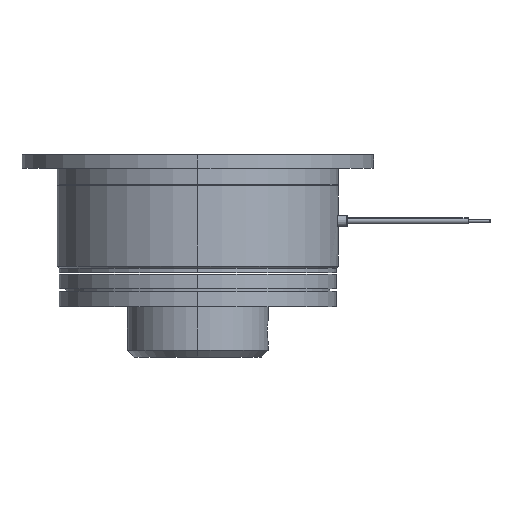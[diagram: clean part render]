
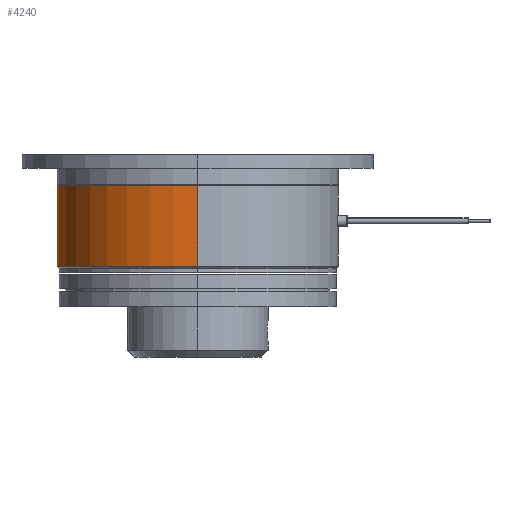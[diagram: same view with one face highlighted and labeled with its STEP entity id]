
A CAD part, left-side view. The second image highlights one B-rep face of the part: STEP entity #4240.
In plain terms, the highlighted cylindrical face has radius 32 mm (diameter 64 mm), a partial arc.
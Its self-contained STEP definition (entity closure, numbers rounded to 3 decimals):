
#158 = CARTESIAN_POINT ( 'NONE',  ( 0., 0., -25.3 ) ) ;
#376 = CARTESIAN_POINT ( 'NONE',  ( -32., 0., -2.374 ) ) ;
#428 = VECTOR ( 'NONE', #1066, 1000. ) ;
#1066 = DIRECTION ( 'NONE',  ( 0., 0., 1. ) ) ;
#1079 = CIRCLE ( 'NONE', #3105, 32. ) ;
#1749 = DIRECTION ( 'NONE',  ( 0., 0., 1. ) ) ;
#1944 = LINE ( 'NONE', #3790, #428 ) ;
#1951 = ORIENTED_EDGE ( 'NONE', *, *, #8067, .T. ) ;
#1964 = DIRECTION ( 'NONE',  ( 1., 0., 0. ) ) ;
#2187 = LINE ( 'NONE', #376, #10941 ) ;
#2212 = EDGE_CURVE ( 'NONE', #6596, #12409, #2187, .T. ) ;
#2441 = CARTESIAN_POINT ( 'NONE',  ( -32., 0., -7. ) ) ;
#2827 = CARTESIAN_POINT ( 'NONE',  ( 32., 0., -7. ) ) ;
#3105 = AXIS2_PLACEMENT_3D ( 'NONE', #158, #10773, #1964 ) ;
#3162 = ORIENTED_EDGE ( 'NONE', *, *, #10247, .F. ) ;
#3640 = FACE_OUTER_BOUND ( 'NONE', #11252, .T. ) ;
#3790 = CARTESIAN_POINT ( 'NONE',  ( 32., 0., -2.374 ) ) ;
#4240 = ADVANCED_FACE ( 'NONE', ( #3640 ), #6444, .T. ) ;
#4534 = CARTESIAN_POINT ( 'NONE',  ( 0., 0., -2.374 ) ) ;
#4599 = AXIS2_PLACEMENT_3D ( 'NONE', #4534, #1749, #10167 ) ;
#4729 = EDGE_CURVE ( 'NONE', #6228, #12409, #6250, .T. ) ;
#5075 = DIRECTION ( 'NONE',  ( 0., 0., 1. ) ) ;
#5332 = DIRECTION ( 'NONE',  ( 1., 0., 0. ) ) ;
#5855 = CARTESIAN_POINT ( 'NONE',  ( 32., 0., -25.3 ) ) ;
#6228 = VERTEX_POINT ( 'NONE', #2827 ) ;
#6250 = CIRCLE ( 'NONE', #10285, 32. ) ;
#6288 = VERTEX_POINT ( 'NONE', #5855 ) ;
#6308 = DIRECTION ( 'NONE',  ( 0., 0., 1. ) ) ;
#6444 = CYLINDRICAL_SURFACE ( 'NONE', #4599, 32. ) ;
#6497 = CARTESIAN_POINT ( 'NONE',  ( -32., 0., -25.3 ) ) ;
#6596 = VERTEX_POINT ( 'NONE', #6497 ) ;
#6803 = ORIENTED_EDGE ( 'NONE', *, *, #2212, .T. ) ;
#8067 = EDGE_CURVE ( 'NONE', #6288, #6596, #1079, .T. ) ;
#10167 = DIRECTION ( 'NONE',  ( 1., 0., 0. ) ) ;
#10247 = EDGE_CURVE ( 'NONE', #6288, #6228, #1944, .T. ) ;
#10285 = AXIS2_PLACEMENT_3D ( 'NONE', #12059, #6308, #5332 ) ;
#10773 = DIRECTION ( 'NONE',  ( 0., 0., 1. ) ) ;
#10933 = ORIENTED_EDGE ( 'NONE', *, *, #4729, .F. ) ;
#10941 = VECTOR ( 'NONE', #5075, 1000. ) ;
#11252 = EDGE_LOOP ( 'NONE', ( #1951, #6803, #10933, #3162 ) ) ;
#12059 = CARTESIAN_POINT ( 'NONE',  ( 0., 0., -7. ) ) ;
#12409 = VERTEX_POINT ( 'NONE', #2441 ) ;
